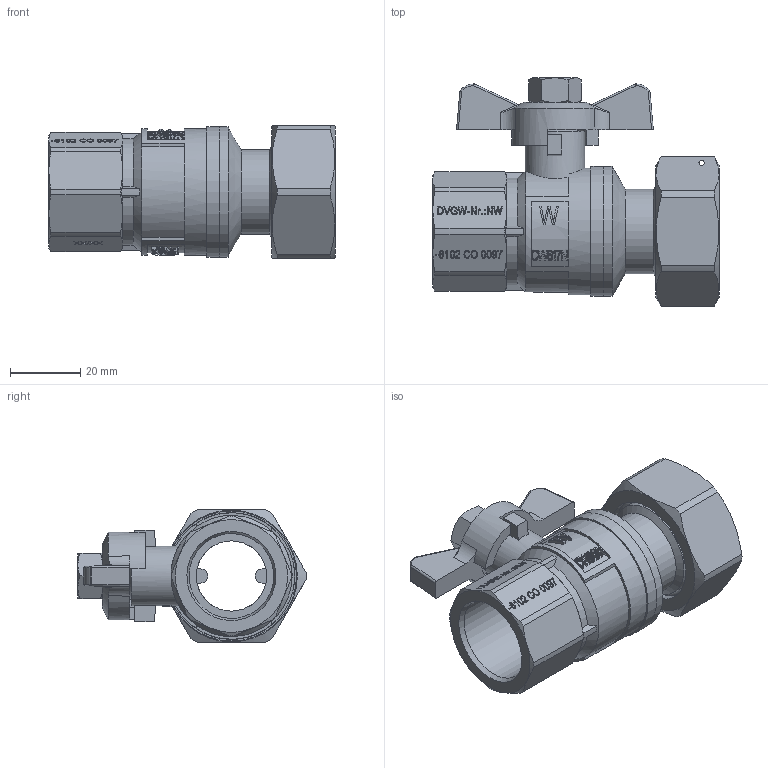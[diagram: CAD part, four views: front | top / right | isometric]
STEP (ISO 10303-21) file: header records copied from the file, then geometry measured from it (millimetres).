
FILE_DESCRIPTION(/* description */ ('Unknown'),/* implementation_level */ '2;1');
FILE_NAME(/* name */ '755-56',/* time_stamp */ '2022-05-19T08:57:38+02:00',/* author */ ('Unknown'),/* organization */ ('Unknown'),/* preprocessor_version */ 'ST-DEVELOPER v16.7',/* originating_system */ 'Solid Edge',/* authorisation */ 'Unknown');
FILE_SCHEMA (('AUTOMOTIVE_DESIGN {1 0 10303 214 3 1 1}'));
Products named in the file (14): 755-56; Verschraubung; St_tze; Dichtung; _berwurfmutter; Speerring; Fl_gel-Griff-co; 600-1_2-Mutter-Fl-G; F-griff; Kvrper-co_oa_0; Kvrper; Spindel-co_oa_1; 600-3_4-Stopfbuchse; 600-3_4-Spindel
Assembly tree (13 placements, depth 3):
  755-56
    Verschraubung
      St_tze
      Dichtung
      _berwurfmutter
      Speerring
    Fl_gel-Griff-co
      600-1_2-Mutter-Fl-G
      F-griff
    Kvrper-co_oa_0
      Kvrper
    Spindel-co_oa_1
      600-3_4-Stopfbuchse
      600-3_4-Spindel
Bounding box: 81.5 x 64.95 x 37.8 mm (x, y, z)
Volume: 41721.7 mm3; surface area: 30921 mm2
Topology: 9 solids, 9 shells, 1811 faces, 5041 edges, 3338 vertices
Faces by surface type: plane 1613, cylinder 114, cone 58, bspline 14, sphere 10, torus 2
Full cylindrical faces by diameter (mm): 1.5 x1, 6.75 x1, 6.8 x1, 9 x3, 9.1 x1, 10.5 x1, 11 x1, 12 x1, 12.5 x1, 14 x1, 16 x1, 17 x1, 18.5 x1, 20 x2, 22 x1, 24 x1, 24.117 x1, 27 x2, 28 x1, 30.2 x1, 30.291 x1, 30.3 x2, 31.5 x1, 32.3 x1, 33 x1, 33.5 x1, 36 x1, 37 x2
Entity records: 60904 total; most frequent: CARTESIAN_POINT 13483, ORIENTED_EDGE 9914, DIRECTION 9743, EDGE_CURVE 4957, LINE 3525, VECTOR 3525, VERTEX_POINT 3317, AXIS2_PLACEMENT_3D 3109
